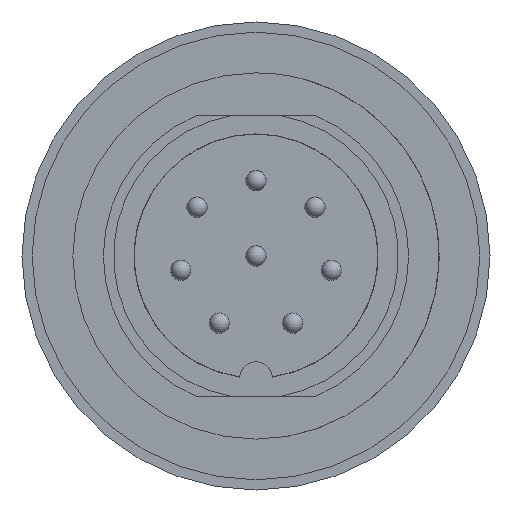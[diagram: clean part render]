
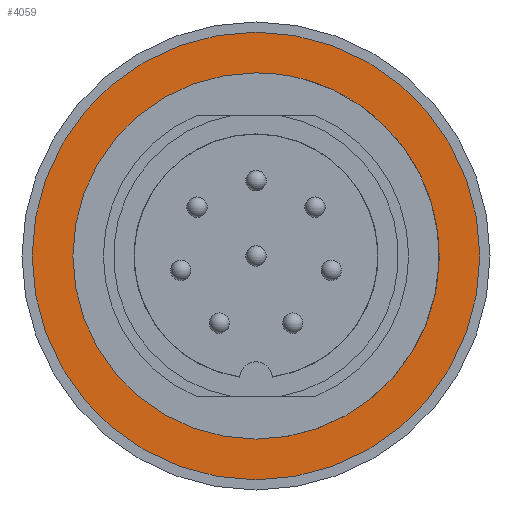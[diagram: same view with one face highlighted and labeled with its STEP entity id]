
A CAD part, front view. The second image highlights one B-rep face of the part: STEP entity #4059.
In plain terms, the highlighted planar face has unit normal (0, -1, 0).
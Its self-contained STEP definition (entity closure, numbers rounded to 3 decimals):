
#259=CARTESIAN_POINT('',(0.0,-18.7,5.5));
#260=VERTEX_POINT('',#259);
#269=CARTESIAN_POINT('',(0.,-18.7,-5.5));
#270=VERTEX_POINT('',#269);
#271=CARTESIAN_POINT('',(0.0,-18.7,0.0));
#272=DIRECTION('',(0.0,1.0,0.0));
#273=DIRECTION('',(0.0,0.0,1.0));
#274=AXIS2_PLACEMENT_3D('',#271,#272,#273);
#275=CIRCLE('',#274,5.5);
#276=EDGE_CURVE('',#260,#270,#275,.T.);
#303=CARTESIAN_POINT('',(0.0,-18.7,4.5));
#304=VERTEX_POINT('',#303);
#329=CARTESIAN_POINT('',(0.,-18.7,-4.5));
#330=VERTEX_POINT('',#329);
#337=CARTESIAN_POINT('',(0.0,-18.7,0.0));
#338=DIRECTION('',(0.0,1.0,0.0));
#339=DIRECTION('',(0.0,0.0,1.0));
#340=AXIS2_PLACEMENT_3D('',#337,#338,#339);
#341=CIRCLE('',#340,4.5);
#342=EDGE_CURVE('',#304,#330,#341,.T.);
#4028=CARTESIAN_POINT('',(0.0,-18.7,0.0));
#4029=DIRECTION('',(0.0,1.0,0.0));
#4030=DIRECTION('',(0.0,0.0,1.0));
#4031=AXIS2_PLACEMENT_3D('',#4028,#4029,#4030);
#4032=CIRCLE('',#4031,4.5);
#4033=EDGE_CURVE('',#330,#304,#4032,.T.);
#4040=CARTESIAN_POINT('',(0.0,-18.7,5.0));
#4041=DIRECTION('',(0.0,-1.0,0.0));
#4042=DIRECTION('',(0.0,0.0,-1.0));
#4043=AXIS2_PLACEMENT_3D('',#4040,#4041,#4042);
#4044=PLANE('',#4043);
#4045=ORIENTED_EDGE('',*,*,#276,.F.);
#4046=CARTESIAN_POINT('',(0.0,-18.7,0.0));
#4047=DIRECTION('',(0.0,1.0,0.0));
#4048=DIRECTION('',(0.0,0.0,1.0));
#4049=AXIS2_PLACEMENT_3D('',#4046,#4047,#4048);
#4050=CIRCLE('',#4049,5.5);
#4051=EDGE_CURVE('',#270,#260,#4050,.T.);
#4052=ORIENTED_EDGE('',*,*,#4051,.F.);
#4053=EDGE_LOOP('',(#4045,#4052));
#4054=FACE_OUTER_BOUND('',#4053,.T.);
#4055=ORIENTED_EDGE('',*,*,#342,.T.);
#4056=ORIENTED_EDGE('',*,*,#4033,.T.);
#4057=EDGE_LOOP('',(#4055,#4056));
#4058=FACE_BOUND('',#4057,.T.);
#4059=ADVANCED_FACE('',(#4054,#4058),#4044,.T.);
